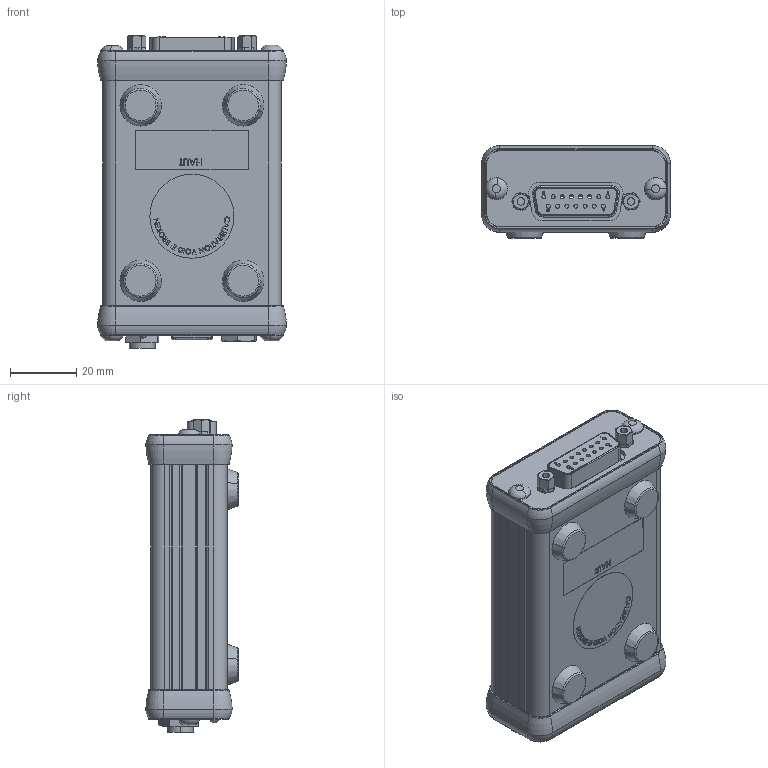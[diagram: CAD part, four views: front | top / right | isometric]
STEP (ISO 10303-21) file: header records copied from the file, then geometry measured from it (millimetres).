
FILE_DESCRIPTION (( 'STEP AP214' ), '1' );
FILE_NAME ('100682E.STEP', '2010-05-28T14:57:19', ( 'Ronald Vander Haeghe' ), ( 'Gentec Électro-Optique' ), 'SwSTEP 2.0', 'SolidWorks 2008', '' );
FILE_SCHEMA (( 'AUTOMOTIVE_DESIGN' ));
Length unit declared in the file: millimetre
Products named in the file (1): 100682E
Bounding box: 57.13 x 27.96 x 94.45 mm (x, y, z)
Surface area: 25559.1 mm2 (no closed solid volume)
Topology: 0 solids, 45 shells, 804 faces, 2725 edges, 1900 vertices
Faces by surface type: plane 393, cylinder 200, bspline 122, cone 47, torus 40, sphere 2
Entity records: 45544 total; most frequent: CARTESIAN_POINT 14200, DIRECTION 4398, ORIENTED_EDGE 4281, EDGE_CURVE 2721, VERTEX_POINT 1898, LINE 1702, VECTOR 1702, AXIS2_PLACEMENT_3D 1348
